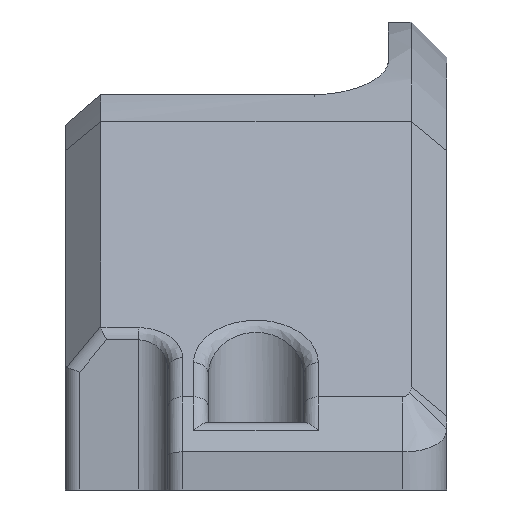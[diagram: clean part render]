
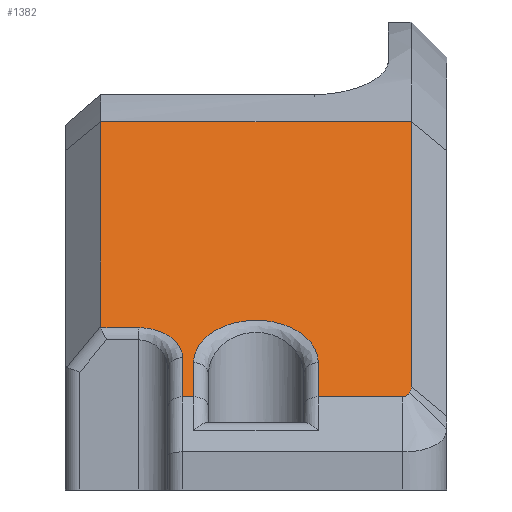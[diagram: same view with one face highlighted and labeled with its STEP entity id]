
A CAD part, front view. The second image highlights one B-rep face of the part: STEP entity #1382.
In plain terms, the highlighted planar face has unit normal (0, -0.561, 0.828).
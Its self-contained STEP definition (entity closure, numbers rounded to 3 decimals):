
#46=B_SPLINE_CURVE_WITH_KNOTS('',3,(#2527,#2528,#2529,#2530,#2531,#2532,
#2533),.UNSPECIFIED.,.F.,.F.,(4,1,1,1,4),(-1.141,-0.815,
-0.652,-0.326,0.),.UNSPECIFIED.);
#50=B_SPLINE_CURVE_WITH_KNOTS('',3,(#2584,#2585,#2586,#2587),
 .UNSPECIFIED.,.F.,.F.,(4,4),(-1.571,-1.141),
 .UNSPECIFIED.);
#80=PLANE('',#1536);
#163=FACE_OUTER_BOUND('',#242,.T.);
#242=EDGE_LOOP('',(#1223,#1224,#1225,#1226,#1227,#1228,#1229,#1230,#1231,
#1232,#1233,#1234,#1235,#1236));
#269=ELLIPSE('',#1446,5.135,4.25);
#277=ELLIPSE('',#1465,1.568,1.);
#278=ELLIPSE('',#1469,3.625,3.);
#346=LINE('',#2058,#455);
#347=LINE('',#2101,#456);
#351=LINE('',#2110,#460);
#355=LINE('',#2117,#464);
#366=LINE('',#2159,#475);
#367=LINE('',#2191,#476);
#404=LINE('',#2441,#513);
#411=LINE('',#2544,#520);
#424=LINE('',#2635,#533);
#455=VECTOR('',#1633,10.);
#456=VECTOR('',#1644,10.);
#460=VECTOR('',#1654,10.);
#464=VECTOR('',#1658,10.);
#475=VECTOR('',#1701,10.);
#476=VECTOR('',#1710,10.);
#513=VECTOR('',#1805,10.);
#520=VECTOR('',#1818,10.);
#533=VECTOR('',#1857,10.);
#566=VERTEX_POINT('',#2044);
#571=VERTEX_POINT('',#2055);
#572=VERTEX_POINT('',#2057);
#574=VERTEX_POINT('',#2096);
#576=VERTEX_POINT('',#2109);
#579=VERTEX_POINT('',#2115);
#590=VERTEX_POINT('',#2147);
#592=VERTEX_POINT('',#2151);
#594=VERTEX_POINT('',#2157);
#596=VERTEX_POINT('',#2186);
#640=VERTEX_POINT('',#2432);
#648=VERTEX_POINT('',#2525);
#649=VERTEX_POINT('',#2542);
#650=VERTEX_POINT('',#2543);
#711=EDGE_CURVE('',#571,#572,#346,.T.);
#714=EDGE_CURVE('',#574,#571,#269,.T.);
#716=EDGE_CURVE('',#566,#574,#347,.T.);
#721=EDGE_CURVE('',#572,#576,#351,.T.);
#725=EDGE_CURVE('',#579,#566,#355,.T.);
#743=EDGE_CURVE('',#592,#590,#277,.T.);
#746=EDGE_CURVE('',#594,#592,#366,.T.);
#748=EDGE_CURVE('',#596,#594,#278,.T.);
#750=EDGE_CURVE('',#576,#596,#367,.T.);
#814=EDGE_CURVE('',#590,#640,#404,.T.);
#824=EDGE_CURVE('',#648,#579,#46,.T.);
#826=EDGE_CURVE('',#649,#650,#411,.T.);
#836=EDGE_CURVE('',#650,#648,#50,.T.);
#849=EDGE_CURVE('',#640,#649,#424,.T.);
#1223=ORIENTED_EDGE('',*,*,#716,.F.);
#1224=ORIENTED_EDGE('',*,*,#725,.F.);
#1225=ORIENTED_EDGE('',*,*,#824,.F.);
#1226=ORIENTED_EDGE('',*,*,#836,.F.);
#1227=ORIENTED_EDGE('',*,*,#826,.F.);
#1228=ORIENTED_EDGE('',*,*,#849,.F.);
#1229=ORIENTED_EDGE('',*,*,#814,.F.);
#1230=ORIENTED_EDGE('',*,*,#743,.F.);
#1231=ORIENTED_EDGE('',*,*,#746,.F.);
#1232=ORIENTED_EDGE('',*,*,#748,.F.);
#1233=ORIENTED_EDGE('',*,*,#750,.F.);
#1234=ORIENTED_EDGE('',*,*,#721,.F.);
#1235=ORIENTED_EDGE('',*,*,#711,.F.);
#1236=ORIENTED_EDGE('',*,*,#714,.F.);
#1382=ADVANCED_FACE('',(#163),#80,.F.);
#1446=AXIS2_PLACEMENT_3D('',#2098,#1638,#1639);
#1465=AXIS2_PLACEMENT_3D('',#2153,#1694,#1695);
#1469=AXIS2_PLACEMENT_3D('',#2188,#1704,#1705);
#1536=AXIS2_PLACEMENT_3D('',#2681,#1898,#1899);
#1633=DIRECTION('',(0.,-0.828,-0.561));
#1638=DIRECTION('center_axis',(0.,-0.561,0.828));
#1639=DIRECTION('ref_axis',(0.,0.828,0.561));
#1644=DIRECTION('',(0.,0.828,0.561));
#1654=DIRECTION('',(-1.,0.,0.));
#1658=DIRECTION('',(-1.,0.,0.));
#1694=DIRECTION('center_axis',(0.,0.561,-0.828));
#1695=DIRECTION('ref_axis',(-0.828,-0.464,-0.315));
#1701=DIRECTION('',(-1.,0.,0.));
#1704=DIRECTION('center_axis',(0.,-0.561,0.828));
#1705=DIRECTION('ref_axis',(0.,0.828,0.561));
#1710=DIRECTION('',(0.,0.828,0.561));
#1805=DIRECTION('',(0.,0.828,0.561));
#1818=DIRECTION('',(0.,-0.828,-0.561));
#1857=DIRECTION('',(1.,0.,0.));
#1898=DIRECTION('center_axis',(0.,0.561,-0.828));
#1899=DIRECTION('ref_axis',(0.,0.828,0.561));
#2044=CARTESIAN_POINT('',(15.25,-49.014,11.347));
#2055=CARTESIAN_POINT('',(6.75,-45.561,13.687));
#2057=CARTESIAN_POINT('',(6.75,-49.014,11.347));
#2058=CARTESIAN_POINT('',(6.75,-51.093,9.937));
#2096=CARTESIAN_POINT('',(15.25,-45.561,13.687));
#2098=CARTESIAN_POINT('Origin',(11.,-45.561,13.687));
#2101=CARTESIAN_POINT('',(15.25,-49.038,11.33));
#2109=CARTESIAN_POINT('',(6.,-49.014,11.347));
#2110=CARTESIAN_POINT('',(4.5,-49.014,11.347));
#2115=CARTESIAN_POINT('',(21.,-49.014,11.347));
#2117=CARTESIAN_POINT('',(11.,-49.014,11.347));
#2147=CARTESIAN_POINT('',(0.4,-41.897,16.172));
#2151=CARTESIAN_POINT('',(0.425,-42.061,16.06));
#2153=CARTESIAN_POINT('Origin',(1.814,-41.5,16.441));
#2157=CARTESIAN_POINT('',(3.,-42.061,16.06));
#2159=CARTESIAN_POINT('',(0.5,-42.061,16.06));
#2186=CARTESIAN_POINT('',(6.,-45.061,14.026));
#2188=CARTESIAN_POINT('Origin',(3.,-45.061,14.026));
#2191=CARTESIAN_POINT('',(6.,-52.161,9.213));
#2432=CARTESIAN_POINT('',(0.4,-21.345,30.106));
#2441=CARTESIAN_POINT('',(0.4,-23.211,28.841));
#2525=CARTESIAN_POINT('',(21.483,-48.546,11.664));
#2527=CARTESIAN_POINT('Ctrl Pts',(21.483,-48.546,11.664));
#2528=CARTESIAN_POINT('Ctrl Pts',(21.428,-48.665,11.583));
#2529=CARTESIAN_POINT('Ctrl Pts',(21.324,-48.813,11.483));
#2530=CARTESIAN_POINT('Ctrl Pts',(21.157,-48.96,11.383));
#2531=CARTESIAN_POINT('Ctrl Pts',(21.035,-49.014,11.346));
#2532=CARTESIAN_POINT('Ctrl Pts',(21.011,-49.014,11.347));
#2533=CARTESIAN_POINT('Ctrl Pts',(21.,-49.014,11.347));
#2542=CARTESIAN_POINT('',(21.6,-21.345,30.106));
#2543=CARTESIAN_POINT('',(21.6,-48.,12.034));
#2544=CARTESIAN_POINT('',(21.6,-26.604,26.54));
#2584=CARTESIAN_POINT('Ctrl Pts',(21.6,-48.,12.034));
#2585=CARTESIAN_POINT('Ctrl Pts',(21.6,-48.194,11.902));
#2586=CARTESIAN_POINT('Ctrl Pts',(21.555,-48.388,11.771));
#2587=CARTESIAN_POINT('Ctrl Pts',(21.483,-48.546,11.664));
#2635=CARTESIAN_POINT('',(11.,-21.345,30.106));
#2681=CARTESIAN_POINT('Origin',(-2.,-51.,10.));
